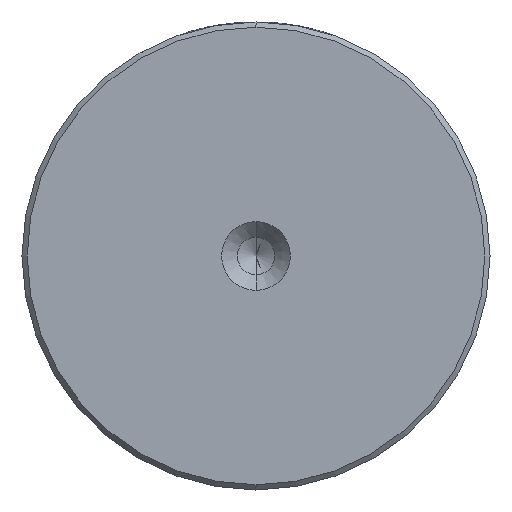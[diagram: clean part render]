
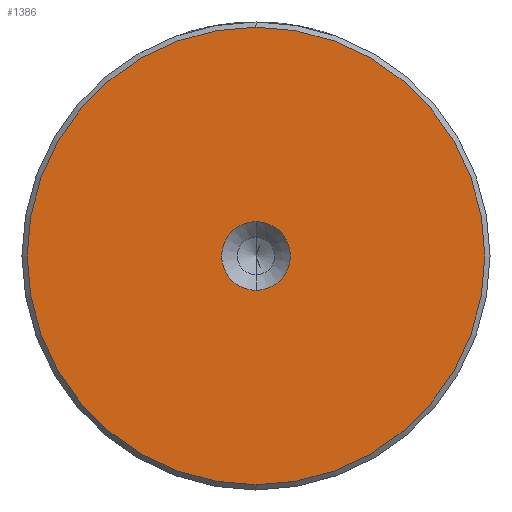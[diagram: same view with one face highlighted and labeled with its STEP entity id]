
A CAD part, left-side view. The second image highlights one B-rep face of the part: STEP entity #1386.
In plain terms, the highlighted planar face has unit normal (-1, 0, 0).
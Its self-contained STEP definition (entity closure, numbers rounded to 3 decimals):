
#33 = DIRECTION ( 'NONE',  ( -1., 0., 0. ) ) ;
#72 = DIRECTION ( 'NONE',  ( -1., 0., 0. ) ) ;
#133 = AXIS2_PLACEMENT_3D ( 'NONE', #2006, #878, #2194 ) ;
#160 = CIRCLE ( 'NONE', #133, 3.3 ) ;
#280 = EDGE_CURVE ( 'NONE', #529, #1973, #398, .T. ) ;
#324 = EDGE_LOOP ( 'NONE', ( #1923, #851 ) ) ;
#359 = DIRECTION ( 'NONE',  ( -1., 0., 0. ) ) ;
#398 = CIRCLE ( 'NONE', #552, 22. ) ;
#411 = ORIENTED_EDGE ( 'NONE', *, *, #1806, .F. ) ;
#429 = AXIS2_PLACEMENT_3D ( 'NONE', #1119, #33, #1309 ) ;
#485 = FACE_BOUND ( 'NONE', #1156, .T. ) ;
#529 = VERTEX_POINT ( 'NONE', #1602 ) ;
#533 = FACE_OUTER_BOUND ( 'NONE', #324, .T. ) ;
#552 = AXIS2_PLACEMENT_3D ( 'NONE', #1024, #1879, #760 ) ;
#591 = AXIS2_PLACEMENT_3D ( 'NONE', #1462, #359, #1654 ) ;
#760 = DIRECTION ( 'NONE',  ( 0., 0., 1. ) ) ;
#819 = CIRCLE ( 'NONE', #591, 3.3 ) ;
#851 = ORIENTED_EDGE ( 'NONE', *, *, #2153, .T. ) ;
#878 = DIRECTION ( 'NONE',  ( -1., 0., 0. ) ) ;
#1004 = CARTESIAN_POINT ( 'NONE',  ( 0., 0., -3.3 ) ) ;
#1024 = CARTESIAN_POINT ( 'NONE',  ( 0., 0., 0. ) ) ;
#1119 = CARTESIAN_POINT ( 'NONE',  ( 0., 0., 0. ) ) ;
#1156 = EDGE_LOOP ( 'NONE', ( #1989, #411 ) ) ;
#1160 = PLANE ( 'NONE',  #1589 ) ;
#1309 = DIRECTION ( 'NONE',  ( 0., 0., 1. ) ) ;
#1348 = DIRECTION ( 'NONE',  ( 0., 0., 1. ) ) ;
#1386 = ADVANCED_FACE ( 'NONE', ( #533, #485 ), #1160, .T. ) ;
#1389 = CIRCLE ( 'NONE', #429, 22. ) ;
#1419 = VERTEX_POINT ( 'NONE', #2118 ) ;
#1462 = CARTESIAN_POINT ( 'NONE',  ( 0., 0., 0. ) ) ;
#1492 = CARTESIAN_POINT ( 'NONE',  ( 0., 0., 22. ) ) ;
#1589 = AXIS2_PLACEMENT_3D ( 'NONE', #1715, #72, #1348 ) ;
#1602 = CARTESIAN_POINT ( 'NONE',  ( 0., 0., -22. ) ) ;
#1654 = DIRECTION ( 'NONE',  ( 0., 0., 1. ) ) ;
#1715 = CARTESIAN_POINT ( 'NONE',  ( 0., 0., 0. ) ) ;
#1806 = EDGE_CURVE ( 'NONE', #2349, #1419, #160, .T. ) ;
#1862 = EDGE_CURVE ( 'NONE', #1419, #2349, #819, .T. ) ;
#1879 = DIRECTION ( 'NONE',  ( -1., 0., 0. ) ) ;
#1923 = ORIENTED_EDGE ( 'NONE', *, *, #280, .T. ) ;
#1973 = VERTEX_POINT ( 'NONE', #1492 ) ;
#1989 = ORIENTED_EDGE ( 'NONE', *, *, #1862, .F. ) ;
#2006 = CARTESIAN_POINT ( 'NONE',  ( 0., 0., 0. ) ) ;
#2118 = CARTESIAN_POINT ( 'NONE',  ( 0., 0., 3.3 ) ) ;
#2153 = EDGE_CURVE ( 'NONE', #1973, #529, #1389, .T. ) ;
#2194 = DIRECTION ( 'NONE',  ( 0., 0., 1. ) ) ;
#2349 = VERTEX_POINT ( 'NONE', #1004 ) ;
